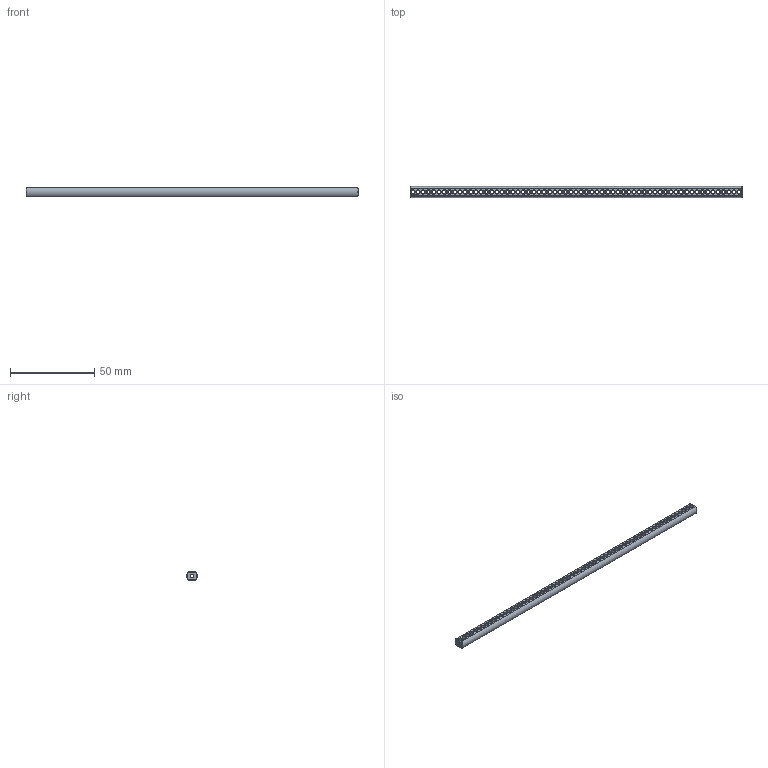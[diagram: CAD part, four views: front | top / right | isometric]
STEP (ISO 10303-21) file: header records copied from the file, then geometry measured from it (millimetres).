
FILE_DESCRIPTION(('FreeCAD Model'),'2;1');
FILE_NAME('Open CASCADE Shape Model','2024-06-18T14:50:31',(''),(''), 'Open CASCADE STEP processor 7.6','FreeCAD','Unknown');
FILE_SCHEMA(('AUTOMOTIVE_DESIGN { 1 0 10303 214 1 1 1 1 }'));
Length unit declared in the file: millimetre
Products named in the file (1): Shaft IDX BU15.75 - SPN-SFT-0183 (stemfie.org)
Bounding box: 196.88 x 6.6 x 5 mm (x, y, z)
Volume: 4493.2 mm3; surface area: 5664.6 mm2
Topology: 1 solids, 1 shells, 815 faces, 2476 edges, 1564 vertices
Faces by surface type: plane 317, cylinder 192, extrusion 176, cone 130
Full cylindrical faces by diameter (mm): 2 x190
Entity records: 28454 total; most frequent: CARTESIAN_POINT 5912, ORIENTED_EDGE 4952, DIRECTION 4362, EDGE_CURVE 2476, VERTEX_POINT 1564, VECTOR 1518, AXIS2_PLACEMENT_3D 1422, LINE 1342
